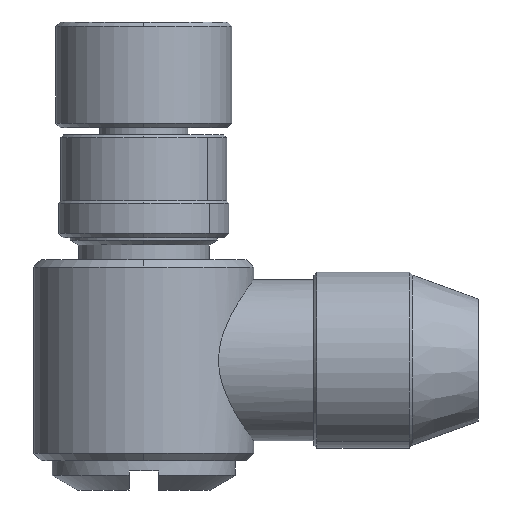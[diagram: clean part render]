
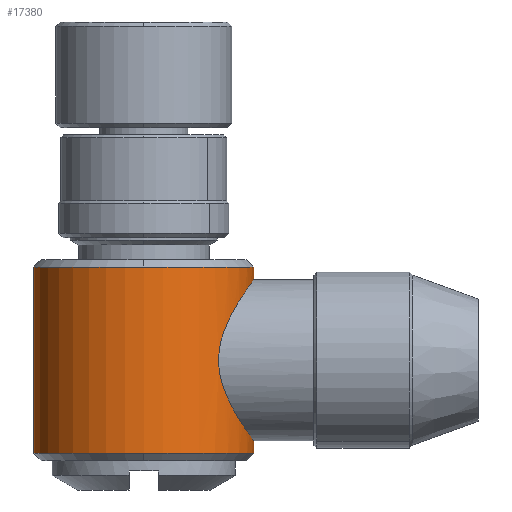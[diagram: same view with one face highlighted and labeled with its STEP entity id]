
A CAD part, left-side view. The second image highlights one B-rep face of the part: STEP entity #17380.
In plain terms, the highlighted cylindrical face has radius 7.5 mm (diameter 15 mm), a partial arc.
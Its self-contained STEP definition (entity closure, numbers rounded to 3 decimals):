
#9940=CARTESIAN_POINT('',(6.8,0.,0.));
#9950=DIRECTION('',(1.,0.,0.));
#9960=DIRECTION('',(0.,0.,-1.));
#9970=AXIS2_PLACEMENT_3D('',#9940,#9950,#9960);
#9980=CIRCLE('',#9970,7.5);
#9990=CARTESIAN_POINT('',(6.8,0.,-7.5));
#10000=VERTEX_POINT('',#9990);
#10010=CARTESIAN_POINT('',(6.8,7.5,
0.));
#10020=VERTEX_POINT('',#10010);
#10030=EDGE_CURVE('',#10000,#10020,#9980,.T.);
#10360=CARTESIAN_POINT('',(19.5,7.5,0.));
#10370=VERTEX_POINT('',#10360);
#10400=CARTESIAN_POINT('',(19.5,0.,0.));
#10410=DIRECTION('',(-1.,0.,0.));
#10420=DIRECTION('',(0.,0.,-1.));
#10430=AXIS2_PLACEMENT_3D('',#10400,#10410,#10420);
#10440=CIRCLE('',#10430,7.5);
#10450=CARTESIAN_POINT('',(19.5,0.,-7.5));
#10460=VERTEX_POINT('',#10450);
#10470=EDGE_CURVE('',#10370,#10460,#10440,.T.);
#11480=CARTESIAN_POINT('',(7.65,0.,-7.5));
#11490=VERTEX_POINT('',#11480);
#11520=CARTESIAN_POINT('',(7.65,0.76,-7.5));
#11530=CARTESIAN_POINT('',(7.65,-0.76,-7.5));
#11540=CARTESIAN_POINT('',(7.81,-1.503,
-7.381));
#11550=CARTESIAN_POINT('',(8.38,-2.832,
-6.979));
#11560=CARTESIAN_POINT('',(8.788,-3.421,
-6.699));
#11570=CARTESIAN_POINT('',(9.77,-4.394,
-6.105));
#11580=CARTESIAN_POINT('',(10.343,-4.783,
-5.789));
#11590=CARTESIAN_POINT('',(11.647,-5.338,
-5.282));
#11600=CARTESIAN_POINT('',(12.396,-5.499,
-5.1));
#11610=CARTESIAN_POINT('',(13.895,-5.501,
-5.098));
#11620=CARTESIAN_POINT('',(14.636,-5.343,
-5.277));
#11630=CARTESIAN_POINT('',(15.946,-4.789,
-5.784));
#11640=CARTESIAN_POINT('',(16.517,-4.404,
-6.097));
#11650=CARTESIAN_POINT('',(17.507,-3.428,
-6.695));
#11660=CARTESIAN_POINT('',(17.907,-2.855,
-6.971));
#11670=CARTESIAN_POINT('',(18.488,-1.514,
-7.379));
#11680=CARTESIAN_POINT('',(18.648,-0.766,
-7.498));
#11690=CARTESIAN_POINT('',(18.652,0.732,
-7.502));
#11700=CARTESIAN_POINT('',(18.496,1.483,
-7.385));
#11710=CARTESIAN_POINT('',(17.925,2.826,
-6.982));
#11720=CARTESIAN_POINT('',(17.516,3.415,
-6.702));
#11730=CARTESIAN_POINT('',(16.535,4.39,
-6.108));
#11740=CARTESIAN_POINT('',(15.956,4.783,
-5.789));
#11750=CARTESIAN_POINT('',(14.656,5.337,
-5.283));
#11760=CARTESIAN_POINT('',(13.917,5.499,
-5.1));
#11770=CARTESIAN_POINT('',(12.395,5.501,
-5.098));
#11780=CARTESIAN_POINT('',(11.657,5.34,
-5.279));
#11790=CARTESIAN_POINT('',(10.355,4.789,
-5.784));
#11800=CARTESIAN_POINT('',(9.776,4.398,
-6.102));
#11810=CARTESIAN_POINT('',(8.795,3.43,
-6.694));
#11820=CARTESIAN_POINT('',(8.387,2.844,
-6.975));
#11830=CARTESIAN_POINT('',(7.811,1.508,
-7.38));
#11840=CARTESIAN_POINT('',(7.65,0.76,-7.5));
#11850=CARTESIAN_POINT('',(7.65,-0.76,-7.5));
#11860=B_SPLINE_CURVE_WITH_KNOTS('',3,(#11520,#11530,#11540,#11550,
#11560,#11570,#11580,#11590,#11600,#11610,#11620,#11630,#11640,#11650,
#11660,#11670,#11680,#11690,#11700,#11710,#11720,#11730,#11740,#11750,
#11760,#11770,#11780,#11790,#11800,#11810,#11820,#11830,#11840,#11850),
.UNSPECIFIED.,.T.,.F.,(1,1,2,2,2,2,2,2,2,2,2,2,2,2,2,2,2,2,2,2),(-0.063
,-0.062,0.,0.063,0.125,0.188,0.25,0.313,0.375,0.438,0.5
,0.563,0.625,0.688,0.75,0.813,0.875,0.938,1.,1.063),.UNSPECIFIED.);
#11870=CARTESIAN_POINT('',(18.65,0.,-7.5)
);
#11880=VERTEX_POINT('',#11870);
#17050=CARTESIAN_POINT('',(0.,0.,0.));
#17060=DIRECTION('',(1.,0.,0.));
#17070=DIRECTION('',(0.,0.,-1.));
#17080=AXIS2_PLACEMENT_3D('',#17050,#17060,#17070);
#17090=CYLINDRICAL_SURFACE('',#17080,7.5);
#17100=CARTESIAN_POINT('',(19.5,0.,7.5));
#17110=VERTEX_POINT('',#17100);
#17120=EDGE_CURVE('',#17110,#10370,#10440,.T.);
#17130=ORIENTED_EDGE('',*,*,#17120,.T.);
#17140=CARTESIAN_POINT('',(0.,0.,7.5));
#17150=DIRECTION('',(1.,0.,0.));
#17160=VECTOR('',#17150,1.);
#17170=LINE('',#17140,#17160);
#17180=CARTESIAN_POINT('',(6.8,0.,7.5));
#17190=VERTEX_POINT('',#17180);
#17200=EDGE_CURVE('',#17190,#17110,#17170,.T.);
#17210=ORIENTED_EDGE('',*,*,#17200,.T.);
#17220=EDGE_CURVE('',#10020,#17190,#9980,.T.);
#17230=ORIENTED_EDGE('',*,*,#17220,.T.);
#17240=ORIENTED_EDGE('',*,*,#10030,.T.);
#17250=CARTESIAN_POINT('',(0.,0.,-7.5));
#17260=DIRECTION('',(1.,0.,0.));
#17270=VECTOR('',#17260,1.);
#17280=LINE('',#17250,#17270);
#17290=EDGE_CURVE('',#10000,#11490,#17280,.T.);
#17300=ORIENTED_EDGE('',*,*,#17290,.F.);
#17310=EDGE_CURVE('',#11880,#11490,#11860,.T.);
#17320=ORIENTED_EDGE('',*,*,#17310,.T.);
#17330=EDGE_CURVE('',#11880,#10460,#17280,.T.);
#17340=ORIENTED_EDGE('',*,*,#17330,.F.);
#17350=ORIENTED_EDGE('',*,*,#10470,.T.);
#17360=EDGE_LOOP('',(#17350,#17340,#17320,#17300,#17240,#17230,#17210,
#17130));
#17370=FACE_OUTER_BOUND('',#17360,.T.);
#17380=ADVANCED_FACE('',(#17370),#17090,.T.);
